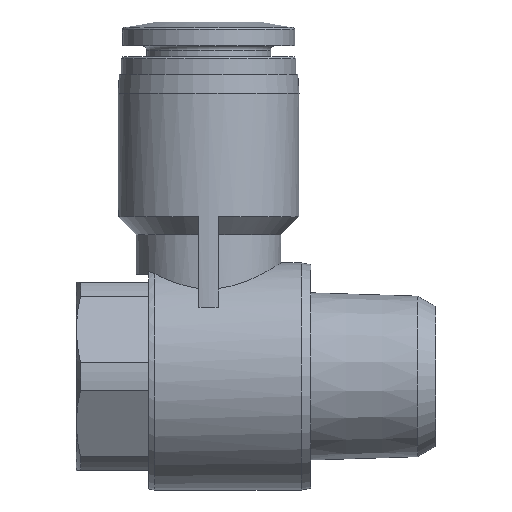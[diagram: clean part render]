
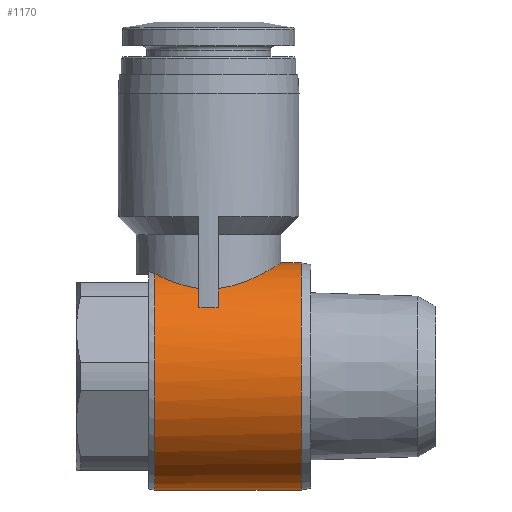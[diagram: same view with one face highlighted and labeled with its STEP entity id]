
A CAD part, left-side view. The second image highlights one B-rep face of the part: STEP entity #1170.
In plain terms, the highlighted cylindrical face has radius 9.1 mm (diameter 18.2 mm), a full revolution.
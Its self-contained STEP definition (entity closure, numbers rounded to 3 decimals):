
#32=CYLINDRICAL_SURFACE('',#1273,9.1);
#131=B_SPLINE_CURVE_WITH_KNOTS('',3,(#1687,#1688,#1689,#1690),
 .UNSPECIFIED.,.F.,.F.,(4,4),(0.024,0.029),
 .UNSPECIFIED.);
#132=B_SPLINE_CURVE_WITH_KNOTS('',3,(#1698,#1699,#1700,#1701),
 .UNSPECIFIED.,.F.,.F.,(4,4),(0.,0.004),.UNSPECIFIED.);
#134=B_SPLINE_CURVE_WITH_KNOTS('',3,(#1708,#1709,#1710,#1711,#1712,#1713,
#1714,#1715,#1716,#1717,#1718),.UNSPECIFIED.,.F.,.F.,(4,1,1,1,1,1,1,1,4),
(0.006,0.008,0.01,0.012,
0.014,0.016,0.019,0.021,
0.023),.UNSPECIFIED.);
#135=B_SPLINE_CURVE_WITH_KNOTS('',3,(#1732,#1733,#1734,#1735),
 .UNSPECIFIED.,.F.,.F.,(4,4),(0.028,0.03),
 .UNSPECIFIED.);
#136=B_SPLINE_CURVE_WITH_KNOTS('',3,(#1743,#1744,#1745,#1746),
 .UNSPECIFIED.,.F.,.F.,(4,4),(0.004,0.006),
 .UNSPECIFIED.);
#287=ORIENTED_EDGE('',*,*,#447,.F.);
#288=ORIENTED_EDGE('',*,*,#446,.T.);
#289=ORIENTED_EDGE('',*,*,#404,.T.);
#290=ORIENTED_EDGE('',*,*,#435,.T.);
#291=ORIENTED_EDGE('',*,*,#416,.T.);
#292=ORIENTED_EDGE('',*,*,#434,.T.);
#293=ORIENTED_EDGE('',*,*,#406,.T.);
#294=ORIENTED_EDGE('',*,*,#437,.T.);
#295=ORIENTED_EDGE('',*,*,#412,.T.);
#296=ORIENTED_EDGE('',*,*,#436,.T.);
#297=ORIENTED_EDGE('',*,*,#400,.T.);
#400=EDGE_CURVE('',#494,#493,#131,.T.);
#404=EDGE_CURVE('',#498,#497,#132,.T.);
#406=EDGE_CURVE('',#499,#500,#134,.T.);
#412=EDGE_CURVE('',#506,#505,#135,.T.);
#416=EDGE_CURVE('',#510,#509,#136,.T.);
#434=EDGE_CURVE('',#509,#499,#562,.F.);
#435=EDGE_CURVE('',#497,#510,#563,.F.);
#436=EDGE_CURVE('',#505,#494,#564,.F.);
#437=EDGE_CURVE('',#500,#506,#565,.F.);
#446=EDGE_CURVE('',#493,#498,#573,.T.);
#447=EDGE_CURVE('',#523,#523,#574,.T.);
#493=VERTEX_POINT('',#1686);
#494=VERTEX_POINT('',#1691);
#497=VERTEX_POINT('',#1697);
#498=VERTEX_POINT('',#1702);
#499=VERTEX_POINT('',#1719);
#500=VERTEX_POINT('',#1720);
#505=VERTEX_POINT('',#1731);
#506=VERTEX_POINT('',#1736);
#509=VERTEX_POINT('',#1742);
#510=VERTEX_POINT('',#1747);
#523=VERTEX_POINT('',#1823);
#562=CIRCLE('',#1256,9.1);
#563=CIRCLE('',#1258,9.1);
#564=CIRCLE('',#1260,9.1);
#565=CIRCLE('',#1262,9.1);
#573=CIRCLE('',#1272,9.1);
#574=CIRCLE('',#1274,9.1);
#632=EDGE_LOOP('',(#287));
#633=EDGE_LOOP('',(#288,#289,#290,#291,#292,#293,#294,#295,#296,#297));
#710=FACE_BOUND('',#632,.T.);
#711=FACE_BOUND('',#633,.T.);
#1170=ADVANCED_FACE('',(#710,#711),#32,.T.);
#1256=AXIS2_PLACEMENT_3D('',#1803,#1455,#1456);
#1258=AXIS2_PLACEMENT_3D('',#1805,#1459,#1460);
#1260=AXIS2_PLACEMENT_3D('',#1807,#1463,#1464);
#1262=AXIS2_PLACEMENT_3D('',#1809,#1467,#1468);
#1272=AXIS2_PLACEMENT_3D('',#1820,#1488,#1489);
#1273=AXIS2_PLACEMENT_3D('',#1821,#1490,#1491);
#1274=AXIS2_PLACEMENT_3D('',#1822,#1492,#1493);
#1455=DIRECTION('',(0.,1.,0.));
#1456=DIRECTION('',(0.,0.,1.));
#1459=DIRECTION('',(0.,-1.,0.));
#1460=DIRECTION('',(0.,0.,-1.));
#1463=DIRECTION('',(0.,-1.,0.));
#1464=DIRECTION('',(0.,0.,-1.));
#1467=DIRECTION('',(0.,1.,0.));
#1468=DIRECTION('',(0.,0.,1.));
#1488=DIRECTION('',(0.,-1.,0.));
#1489=DIRECTION('',(0.,0.,-1.));
#1490=DIRECTION('',(0.,-1.,0.));
#1491=DIRECTION('',(0.,0.,-1.));
#1492=DIRECTION('',(0.,-1.,0.));
#1493=DIRECTION('',(0.,0.,-1.));
#1686=CARTESIAN_POINT('',(-3.884,-6.292,8.23));
#1687=CARTESIAN_POINT('',(-5.745,-9.8,7.058));
#1688=CARTESIAN_POINT('',(-5.551,-8.408,7.215));
#1689=CARTESIAN_POINT('',(-4.878,-7.189,7.76));
#1690=CARTESIAN_POINT('',(-3.884,-6.292,8.23));
#1691=CARTESIAN_POINT('',(-5.745,-9.8,7.058));
#1697=CARTESIAN_POINT('',(5.745,-9.8,7.058));
#1698=CARTESIAN_POINT('',(3.884,-6.292,8.23));
#1699=CARTESIAN_POINT('',(4.882,-7.192,7.759));
#1700=CARTESIAN_POINT('',(5.549,-8.393,7.217));
#1701=CARTESIAN_POINT('',(5.745,-9.8,7.058));
#1702=CARTESIAN_POINT('',(3.884,-6.292,8.23));
#1708=CARTESIAN_POINT('',(5.745,-11.4,7.058));
#1709=CARTESIAN_POINT('',(5.646,-12.109,7.138));
#1710=CARTESIAN_POINT('',(5.191,-13.445,7.506));
#1711=CARTESIAN_POINT('',(3.919,-15.033,8.271));
#1712=CARTESIAN_POINT('',(2.149,-16.124,8.921));
#1713=CARTESIAN_POINT('',(0.013,-16.536,9.188));
#1714=CARTESIAN_POINT('',(-2.134,-16.132,8.926));
#1715=CARTESIAN_POINT('',(-3.916,-15.036,8.273));
#1716=CARTESIAN_POINT('',(-5.191,-13.448,7.506));
#1717=CARTESIAN_POINT('',(-5.647,-12.103,7.137));
#1718=CARTESIAN_POINT('',(-5.745,-11.4,7.058));
#1719=CARTESIAN_POINT('',(5.745,-11.4,7.058));
#1720=CARTESIAN_POINT('',(-5.745,-11.4,7.058));
#1731=CARTESIAN_POINT('',(-7.206,-9.8,5.558));
#1732=CARTESIAN_POINT('',(-7.206,-11.4,5.558));
#1733=CARTESIAN_POINT('',(-7.264,-10.873,5.482));
#1734=CARTESIAN_POINT('',(-7.264,-10.327,5.482));
#1735=CARTESIAN_POINT('',(-7.206,-9.8,5.558));
#1736=CARTESIAN_POINT('',(-7.206,-11.4,5.558));
#1742=CARTESIAN_POINT('',(7.206,-11.4,5.558));
#1743=CARTESIAN_POINT('',(7.206,-9.8,5.558));
#1744=CARTESIAN_POINT('',(7.265,-10.334,5.481));
#1745=CARTESIAN_POINT('',(7.265,-10.869,5.481));
#1746=CARTESIAN_POINT('',(7.206,-11.4,5.558));
#1747=CARTESIAN_POINT('',(7.206,-9.8,5.558));
#1803=CARTESIAN_POINT('',(0.,-11.4,0.));
#1805=CARTESIAN_POINT('',(0.,-9.8,0.));
#1807=CARTESIAN_POINT('',(0.,-9.8,0.));
#1809=CARTESIAN_POINT('',(0.,-11.4,0.));
#1820=CARTESIAN_POINT('',(0.,-6.292,0.));
#1821=CARTESIAN_POINT('',(0.,-28.8,0.));
#1822=CARTESIAN_POINT('',(0.,-18.012,0.));
#1823=CARTESIAN_POINT('',(0.,-18.012,-9.1));
